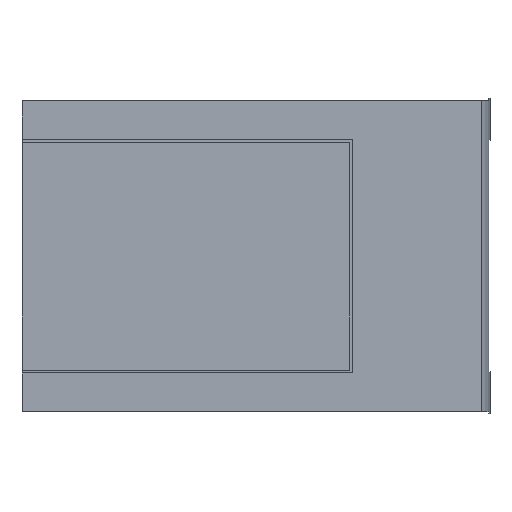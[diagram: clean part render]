
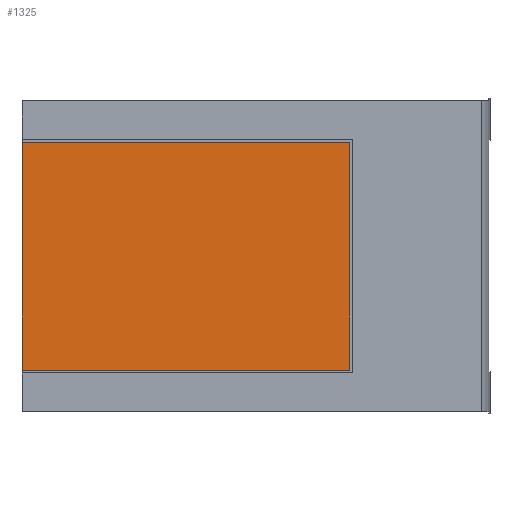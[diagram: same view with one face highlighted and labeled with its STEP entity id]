
A CAD part, left-side view. The second image highlights one B-rep face of the part: STEP entity #1325.
In plain terms, the highlighted planar face has unit normal (-1, 0, 0).
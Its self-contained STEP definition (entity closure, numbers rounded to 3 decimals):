
#53 = LINE ( 'NONE', #1393, #678 ) ;
#137 = ORIENTED_EDGE ( 'NONE', *, *, #1630, .F. ) ;
#153 = VERTEX_POINT ( 'NONE', #881 ) ;
#265 = VERTEX_POINT ( 'NONE', #1125 ) ;
#318 = VERTEX_POINT ( 'NONE', #1263 ) ;
#324 = LINE ( 'NONE', #1149, #1617 ) ;
#354 = CARTESIAN_POINT ( 'NONE',  ( -65.704, 0., 0. ) ) ;
#438 = LINE ( 'NONE', #922, #1464 ) ;
#544 = DIRECTION ( 'NONE',  ( -1., 0., 0. ) ) ;
#613 = VECTOR ( 'NONE', #2041, 1000. ) ;
#678 = VECTOR ( 'NONE', #1215, 1000. ) ;
#810 = DIRECTION ( 'NONE',  ( 0., 1., 0. ) ) ;
#841 = CARTESIAN_POINT ( 'NONE',  ( -65.704, 47.796, 4.228 ) ) ;
#844 = EDGE_LOOP ( 'NONE', ( #1401, #137, #1148, #1383 ) ) ;
#857 = AXIS2_PLACEMENT_3D ( 'NONE', #354, #544, #1879 ) ;
#860 = EDGE_CURVE ( 'NONE', #318, #2113, #53, .T. ) ;
#881 = CARTESIAN_POINT ( 'NONE',  ( -65.704, 47.796, 4.228 ) ) ;
#922 = CARTESIAN_POINT ( 'NONE',  ( -65.704, 47.796, -20.025 ) ) ;
#967 = EDGE_CURVE ( 'NONE', #153, #265, #438, .T. ) ;
#1125 = CARTESIAN_POINT ( 'NONE',  ( -65.704, 47.796, -16.275 ) ) ;
#1148 = ORIENTED_EDGE ( 'NONE', *, *, #967, .T. ) ;
#1149 = CARTESIAN_POINT ( 'NONE',  ( -65.704, 47.796, -16.275 ) ) ;
#1207 = FACE_OUTER_BOUND ( 'NONE', #844, .T. ) ;
#1215 = DIRECTION ( 'NONE',  ( 0., 0., -1. ) ) ;
#1263 = CARTESIAN_POINT ( 'NONE',  ( -65.704, 18.296, 4.228 ) ) ;
#1325 = ADVANCED_FACE ( 'NONE', ( #1207 ), #1563, .T. ) ;
#1383 = ORIENTED_EDGE ( 'NONE', *, *, #1910, .F. ) ;
#1393 = CARTESIAN_POINT ( 'NONE',  ( -65.704, 18.296, -16.275 ) ) ;
#1401 = ORIENTED_EDGE ( 'NONE', *, *, #860, .F. ) ;
#1403 = CARTESIAN_POINT ( 'NONE',  ( -65.704, 18.296, -16.275 ) ) ;
#1438 = DIRECTION ( 'NONE',  ( 0., 0., -1. ) ) ;
#1464 = VECTOR ( 'NONE', #1438, 1000. ) ;
#1563 = PLANE ( 'NONE',  #857 ) ;
#1617 = VECTOR ( 'NONE', #810, 1000. ) ;
#1630 = EDGE_CURVE ( 'NONE', #153, #318, #1875, .T. ) ;
#1875 = LINE ( 'NONE', #841, #613 ) ;
#1879 = DIRECTION ( 'NONE',  ( 0., 0., 1. ) ) ;
#1910 = EDGE_CURVE ( 'NONE', #2113, #265, #324, .T. ) ;
#2041 = DIRECTION ( 'NONE',  ( 0., -1., 0. ) ) ;
#2113 = VERTEX_POINT ( 'NONE', #1403 ) ;
